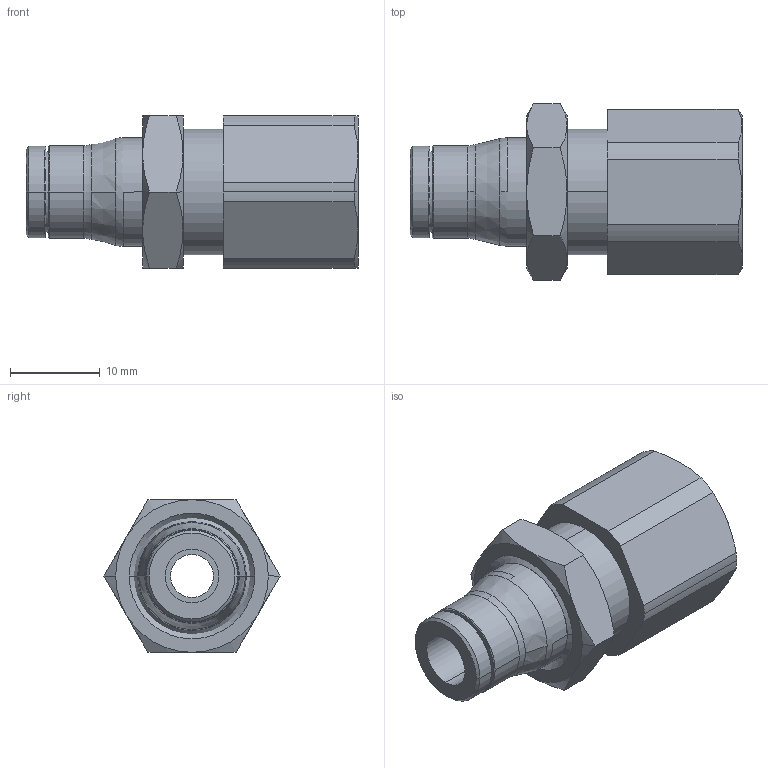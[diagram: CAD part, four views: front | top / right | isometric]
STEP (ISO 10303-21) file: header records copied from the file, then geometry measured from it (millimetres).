
FILE_DESCRIPTION(('STEP AP214'),'1');
FILE_NAME('3636_06_13.stp','2016-07-07T14:26:28',('TraceParts'),('TraceParts S.A.'),'Spatial InterOp 3D',' ',' ');
FILE_SCHEMA(('automotive_design'));
Length unit declared in the file: millimetre
Products named in the file (2): 1; 2
Bounding box: 37 x 19.63 x 17 mm (x, y, z)
Volume: 4834 mm3; surface area: 3652.2 mm2
Topology: 2 solids, 2 shells, 96 faces, 221 edges, 137 vertices
Faces by surface type: cone 38, cylinder 28, plane 24, torus 6
Entity records: 2810 total; most frequent: CARTESIAN_POINT 600, DIRECTION 500, ORIENTED_EDGE 442, EDGE_CURVE 221, AXIS2_PLACEMENT_3D 217, VERTEX_POINT 137, CIRCLE 119, EDGE_LOOP 108
